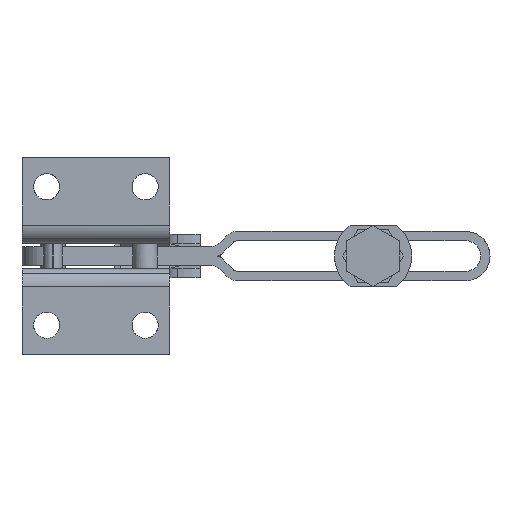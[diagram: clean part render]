
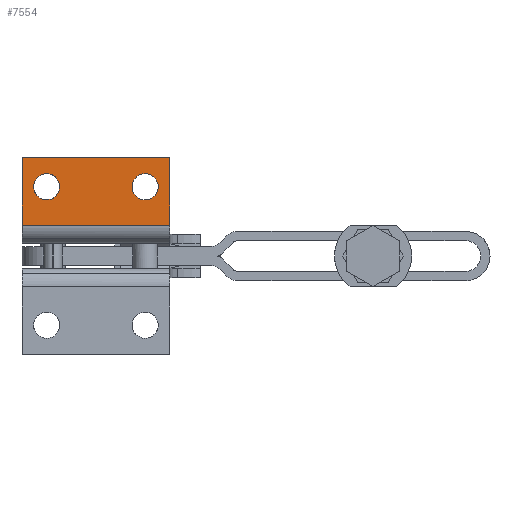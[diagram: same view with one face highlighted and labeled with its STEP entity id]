
A CAD part, front view. The second image highlights one B-rep face of the part: STEP entity #7554.
In plain terms, the highlighted planar face has unit normal (0, -1, 0).
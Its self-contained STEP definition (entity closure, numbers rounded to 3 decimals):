
#7505=AXIS2_PLACEMENT_3D('Plane Axis2P3D',#7502,#7503,#7504) ;
#7520=AXIS2_PLACEMENT_3D('Circle Axis2P3D',#7518,#7519,$) ;
#7529=AXIS2_PLACEMENT_3D('Circle Axis2P3D',#7527,#7528,$) ;
#7538=AXIS2_PLACEMENT_3D('Circle Axis2P3D',#7536,#7537,$) ;
#7547=AXIS2_PLACEMENT_3D('Circle Axis2P3D',#7545,#7546,$) ;
#5525=CARTESIAN_POINT('Vertex',(-1012.358,65.092,10.)) ;
#5528=CARTESIAN_POINT('Line Origine',(-1012.358,65.092,21.)) ;
#5532=CARTESIAN_POINT('Vertex',(-1012.358,65.092,32.)) ;
#7439=CARTESIAN_POINT('Vertex',(-964.358,65.092,10.)) ;
#7442=CARTESIAN_POINT('Line Origine',(-981.951,65.092,10.)) ;
#7483=CARTESIAN_POINT('Vertex',(-964.358,65.092,32.)) ;
#7486=CARTESIAN_POINT('Line Origine',(-964.358,65.092,21.)) ;
#7502=CARTESIAN_POINT('Axis2P3D Location',(-988.358,65.092,7.63)) ;
#7507=CARTESIAN_POINT('Line Origine',(-988.358,65.092,32.)) ;
#7518=CARTESIAN_POINT('Axis2P3D Location',(-1004.358,65.092,22.5)) ;
#7522=CARTESIAN_POINT('Vertex',(-1000.108,65.092,22.5)) ;
#7524=CARTESIAN_POINT('Vertex',(-1008.608,65.092,22.5)) ;
#7527=CARTESIAN_POINT('Axis2P3D Location',(-1004.358,65.092,22.5)) ;
#7536=CARTESIAN_POINT('Axis2P3D Location',(-972.358,65.092,22.5)) ;
#7540=CARTESIAN_POINT('Vertex',(-968.108,65.092,22.5)) ;
#7542=CARTESIAN_POINT('Vertex',(-976.608,65.092,22.5)) ;
#7545=CARTESIAN_POINT('Axis2P3D Location',(-972.358,65.092,22.5)) ;
#5529=DIRECTION('Vector Direction',(0.,0.,-1.)) ;
#7443=DIRECTION('Vector Direction',(1.,0.,0.)) ;
#7487=DIRECTION('Vector Direction',(0.,0.,1.)) ;
#7503=DIRECTION('Axis2P3D Direction',(-0.,1.,0.)) ;
#7504=DIRECTION('Axis2P3D XDirection',(1.,0.,0.)) ;
#7508=DIRECTION('Vector Direction',(-1.,0.,0.)) ;
#7519=DIRECTION('Axis2P3D Direction',(-0.,1.,0.)) ;
#7528=DIRECTION('Axis2P3D Direction',(-0.,1.,0.)) ;
#7537=DIRECTION('Axis2P3D Direction',(-0.,1.,0.)) ;
#7546=DIRECTION('Axis2P3D Direction',(-0.,1.,0.)) ;
#5530=VECTOR('Line Direction',#5529,1.) ;
#7444=VECTOR('Line Direction',#7443,1.) ;
#7488=VECTOR('Line Direction',#7487,1.) ;
#7509=VECTOR('Line Direction',#7508,1.) ;
#7513=ORIENTED_EDGE('',*,*,#7446,.F.) ;
#7514=ORIENTED_EDGE('',*,*,#7490,.T.) ;
#7515=ORIENTED_EDGE('',*,*,#7511,.T.) ;
#7516=ORIENTED_EDGE('',*,*,#5534,.T.) ;
#7533=ORIENTED_EDGE('',*,*,#7526,.T.) ;
#7534=ORIENTED_EDGE('',*,*,#7531,.T.) ;
#7551=ORIENTED_EDGE('',*,*,#7544,.T.) ;
#7552=ORIENTED_EDGE('',*,*,#7549,.T.) ;
#7535=FACE_BOUND('',#7532,.T.) ;
#7553=FACE_BOUND('',#7550,.T.) ;
#7554=ADVANCED_FACE('VERTIKALSPANNER_TS_V_360_UB_357864',(#7517,#7535,#7553),#7506,.F.) ;
#7521=CIRCLE('generated circle',#7520,4.25) ;
#7530=CIRCLE('generated circle',#7529,4.25) ;
#7539=CIRCLE('generated circle',#7538,4.25) ;
#7548=CIRCLE('generated circle',#7547,4.25) ;
#5534=EDGE_CURVE('',#5533,#5526,#5531,.T.) ;
#7446=EDGE_CURVE('',#7440,#5526,#7445,.F.) ;
#7490=EDGE_CURVE('',#7440,#7484,#7489,.T.) ;
#7511=EDGE_CURVE('',#7484,#5533,#7510,.T.) ;
#7526=EDGE_CURVE('',#7523,#7525,#7521,.T.) ;
#7531=EDGE_CURVE('',#7525,#7523,#7530,.T.) ;
#7544=EDGE_CURVE('',#7541,#7543,#7539,.T.) ;
#7549=EDGE_CURVE('',#7543,#7541,#7548,.T.) ;
#7512=EDGE_LOOP('',(#7513,#7514,#7515,#7516)) ;
#7532=EDGE_LOOP('',(#7533,#7534)) ;
#7550=EDGE_LOOP('',(#7551,#7552)) ;
#7517=FACE_OUTER_BOUND('',#7512,.T.) ;
#5531=LINE('Line',#5528,#5530) ;
#7445=LINE('Line',#7442,#7444) ;
#7489=LINE('Line',#7486,#7488) ;
#7510=LINE('Line',#7507,#7509) ;
#7506=PLANE('Plane',#7505) ;
#5526=VERTEX_POINT('',#5525) ;
#5533=VERTEX_POINT('',#5532) ;
#7440=VERTEX_POINT('',#7439) ;
#7484=VERTEX_POINT('',#7483) ;
#7523=VERTEX_POINT('',#7522) ;
#7525=VERTEX_POINT('',#7524) ;
#7541=VERTEX_POINT('',#7540) ;
#7543=VERTEX_POINT('',#7542) ;
